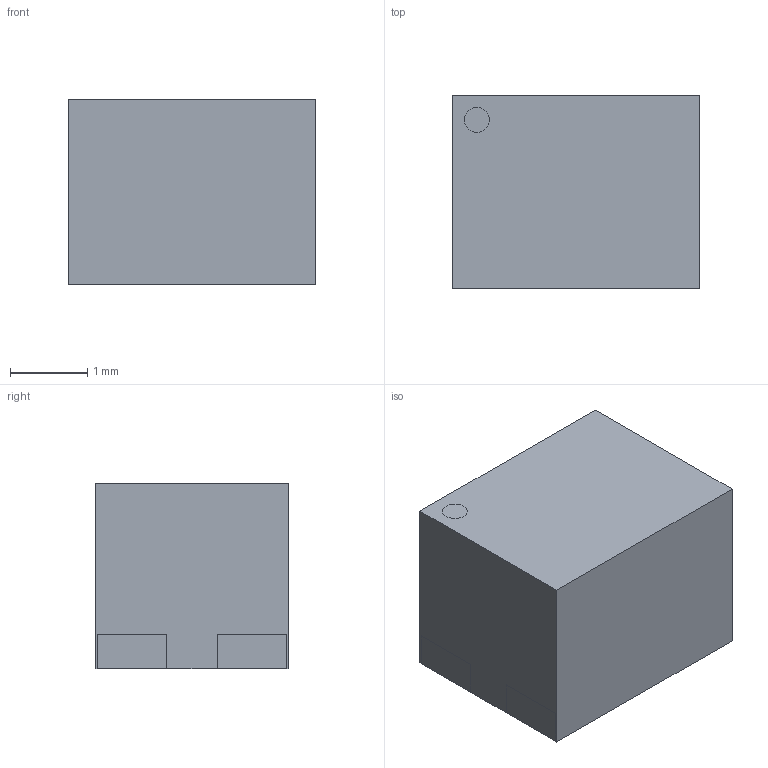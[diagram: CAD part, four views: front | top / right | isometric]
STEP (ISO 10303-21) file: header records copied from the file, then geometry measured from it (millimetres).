
FILE_DESCRIPTION(/* description */ ('model of L_CommonModeChoke_Coilank_ACM3225'),/* implementation_level */ '2;1');
FILE_NAME(/* name */ 'L_CommonModeChoke_Coilank_ACM3225.step',/* time_stamp */ '1970-01-01T00:00:00',/* author */ ('KiCAD','kicad'),/* organization */ ('OCCT'),/* preprocessor_version */ '',/* originating_system */ 'KiCAD',/* authorisation */ '');
FILE_SCHEMA(('AUTOMOTIVE_DESIGN { 1 0 10303 214 1 1 1 1 }'));
Length unit declared in the file: millimetre
Products named in the file (1): L_CommonModeChoke_Coilank_ACM3225
Bounding box: 3.2 x 2.5 x 2.4 mm (x, y, z)
Volume: 19.2 mm3; surface area: 43.4 mm2
Topology: 1 solids, 1 shells, 15 faces, 45 edges, 33 vertices
Faces by surface type: plane 15
Entity records: 400 total; most frequent: ORIENTED_EDGE 76, EDGE_CURVE 45, CARTESIAN_POINT 43, LINE 36, VERTEX_POINT 33, AXIS2_PLACEMENT_3D 21, FACE_BOUND 16, EDGE_LOOP 16
